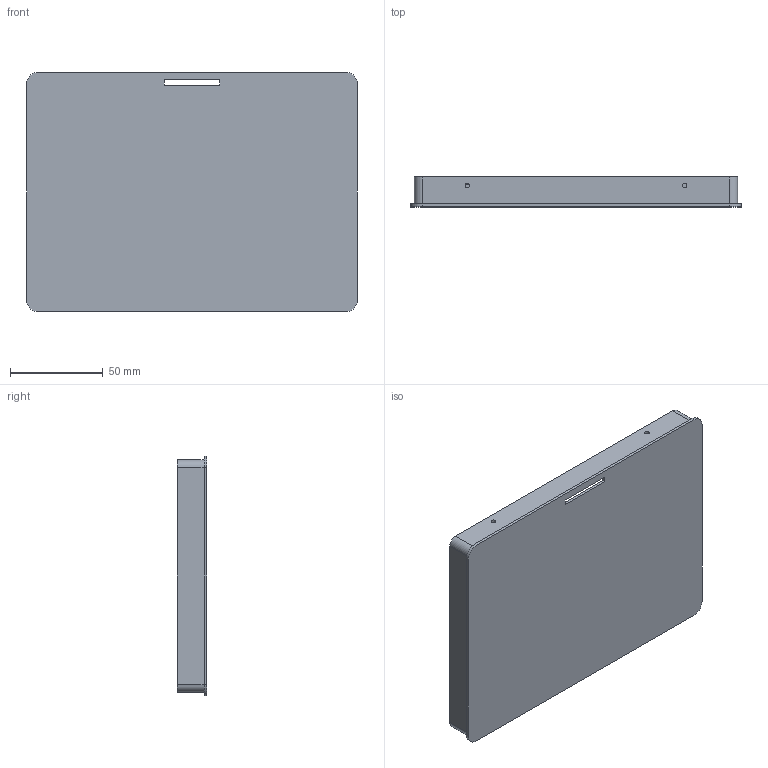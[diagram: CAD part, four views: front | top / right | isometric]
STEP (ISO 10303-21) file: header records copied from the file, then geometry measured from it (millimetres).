
FILE_DESCRIPTION (( 'STEP AP214' ), '1' );
FILE_NAME ('front.STEP', '2019-04-09T17:06:41', ( '' ), ( '' ), 'SwSTEP 2.0', 'SolidWorks 2018', '' );
FILE_SCHEMA (( 'AUTOMOTIVE_DESIGN' ));
Length unit declared in the file: millimetre
Products named in the file (1): front
Bounding box: 178 x 16 x 129 mm (x, y, z)
Volume: 58593.1 mm3; surface area: 76066.9 mm2
Topology: 7 solids, 7 shells, 442 faces, 1204 edges, 794 vertices
Faces by surface type: plane 393, cylinder 26, bspline 23
Entity records: 15286 total; most frequent: CARTESIAN_POINT 4104, ORIENTED_EDGE 2408, DIRECTION 2050, EDGE_CURVE 1204, LINE 1106, VECTOR 1106, VERTEX_POINT 794, AXIS2_PLACEMENT_3D 472
